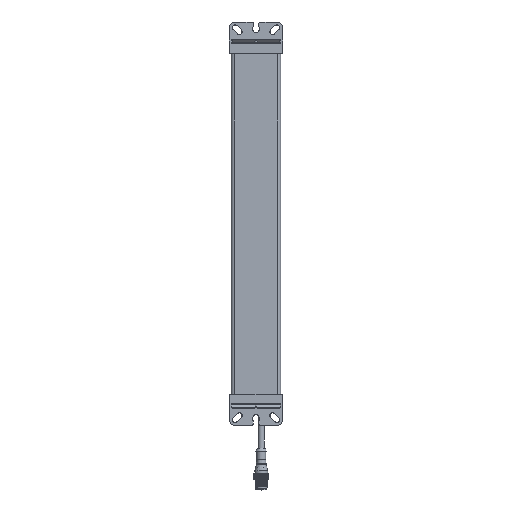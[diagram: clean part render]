
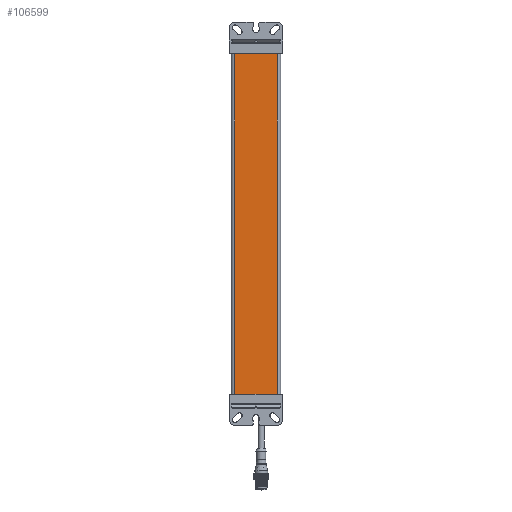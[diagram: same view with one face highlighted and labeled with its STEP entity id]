
A CAD part, top view. The second image highlights one B-rep face of the part: STEP entity #106599.
In plain terms, the highlighted planar face has unit normal (0, 0, 1).
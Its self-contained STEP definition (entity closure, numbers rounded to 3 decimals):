
#31801=DIRECTION('',(-1.,0.,0.));
#31802=VECTOR('',#31801,41.);
#31803=CARTESIAN_POINT('',(20.5,344.746,-2.));
#31804=LINE('',#31803,#31802);
#31805=DIRECTION('',(0.,-1.,0.));
#31806=VECTOR('',#31805,339.992);
#31807=CARTESIAN_POINT('',(20.5,344.746,-2.));
#31808=LINE('',#31807,#31806);
#31809=DIRECTION('',(0.,-1.,0.));
#31810=VECTOR('',#31809,339.992);
#31811=CARTESIAN_POINT('',(-20.5,344.746,-2.));
#31812=LINE('',#31811,#31810);
#31813=DIRECTION('',(1.,0.,0.));
#31814=VECTOR('',#31813,41.);
#31815=CARTESIAN_POINT('',(-20.5,4.754,-2.));
#31816=LINE('',#31815,#31814);
#47144=CARTESIAN_POINT('',(-20.5,4.754,-2.));
#47145=CARTESIAN_POINT('',(20.5,4.754,-2.));
#47146=VERTEX_POINT('',#47144);
#47147=VERTEX_POINT('',#47145);
#47879=CARTESIAN_POINT('',(20.5,344.746,-2.));
#47880=CARTESIAN_POINT('',(-20.5,344.746,-2.));
#47881=VERTEX_POINT('',#47879);
#47882=VERTEX_POINT('',#47880);
#106586=CARTESIAN_POINT('',(-23.5,4.75,-2.));
#106587=DIRECTION('',(0.,0.,1.));
#106588=DIRECTION('',(1.,0.,0.));
#106589=AXIS2_PLACEMENT_3D('',#106586,#106587,#106588);
#106590=PLANE('',#106589);
#106591=ORIENTED_EDGE('',*,*,#106572,.F.);
#106592=ORIENTED_EDGE('',*,*,#106562,.T.);
#106594=ORIENTED_EDGE('',*,*,#106593,.F.);
#106596=ORIENTED_EDGE('',*,*,#106595,.F.);
#106597=EDGE_LOOP('',(#106591,#106592,#106594,#106596));
#106598=FACE_OUTER_BOUND('',#106597,.F.);
#106599=ADVANCED_FACE('',(#106598),#106590,.T.);
#106562=EDGE_CURVE('',#47881,#47147,#31808,.T.);
#106572=EDGE_CURVE('',#47881,#47882,#31804,.T.);
#106593=EDGE_CURVE('',#47146,#47147,#31816,.T.);
#106595=EDGE_CURVE('',#47882,#47146,#31812,.T.);
